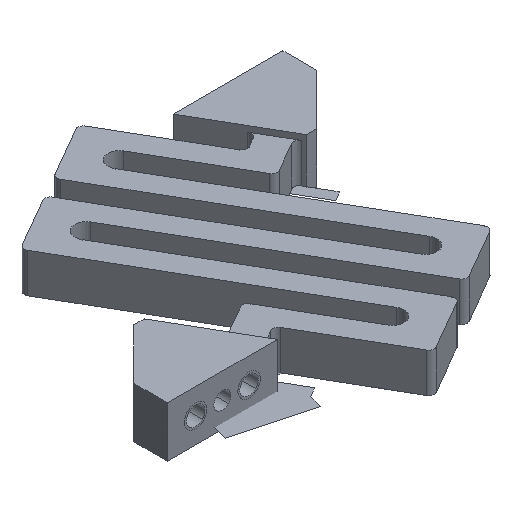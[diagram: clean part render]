
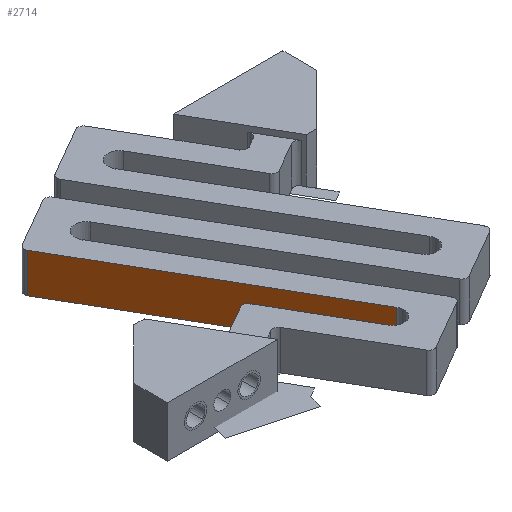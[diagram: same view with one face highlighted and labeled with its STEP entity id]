
A CAD part, isometric view. The second image highlights one B-rep face of the part: STEP entity #2714.
In plain terms, the highlighted face is planar.
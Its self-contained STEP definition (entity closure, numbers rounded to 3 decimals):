
#152=DIRECTION('',(0.5,0.707,-0.5));
#153=VECTOR('',#152,48.);
#154=CARTESIAN_POINT('',(2.767,26.354,-6.302));
#155=LINE('',#154,#153);
#925=DIRECTION('',(0.5,0.707,-0.5));
#926=VECTOR('',#925,48.);
#927=CARTESIAN_POINT('',(-2.183,26.354,-11.252));
#928=LINE('',#927,#926);
#1238=DIRECTION('',(-0.707,0.,-0.707));
#1239=VECTOR('',#1238,7.);
#1240=CARTESIAN_POINT('',(26.767,60.295,-30.302));
#1241=LINE('',#1240,#1239);
#1245=DIRECTION('',(-0.707,0.,-0.707));
#1246=VECTOR('',#1245,7.);
#1247=CARTESIAN_POINT('',(2.767,26.354,-6.302));
#1248=LINE('',#1247,#1246);
#1518=CARTESIAN_POINT('',(2.767,26.354,-6.302));
#1519=VERTEX_POINT('',#1518);
#1520=CARTESIAN_POINT('',(26.767,60.295,-30.302));
#1521=VERTEX_POINT('',#1520);
#1566=CARTESIAN_POINT('',(-2.183,26.354,
-11.252));
#1567=VERTEX_POINT('',#1566);
#1568=CARTESIAN_POINT('',(21.817,60.295,-35.252));
#1569=VERTEX_POINT('',#1568);
#2702=CARTESIAN_POINT('',(2.767,26.354,-6.302));
#2703=DIRECTION('',(-0.5,0.707,0.5));
#2704=DIRECTION('',(0.5,0.707,-0.5));
#2705=AXIS2_PLACEMENT_3D('',#2702,#2703,#2704);
#2706=PLANE('',#2705);
#2707=ORIENTED_EDGE('',*,*,#1789,.F.);
#2709=ORIENTED_EDGE('',*,*,#2708,.T.);
#2710=ORIENTED_EDGE('',*,*,#2372,.T.);
#2711=ORIENTED_EDGE('',*,*,#2695,.F.);
#2712=EDGE_LOOP('',(#2707,#2709,#2710,#2711));
#2713=FACE_OUTER_BOUND('',#2712,.F.);
#1789=EDGE_CURVE('',#1519,#1521,#155,.T.);
#2372=EDGE_CURVE('',#1567,#1569,#928,.T.);
#2695=EDGE_CURVE('',#1521,#1569,#1241,.T.);
#2708=EDGE_CURVE('',#1519,#1567,#1248,.T.);
#2714=ADVANCED_FACE('',(#2713),#2706,.T.);
